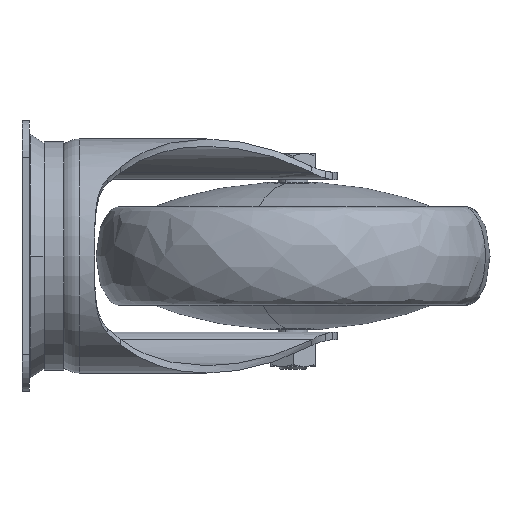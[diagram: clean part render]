
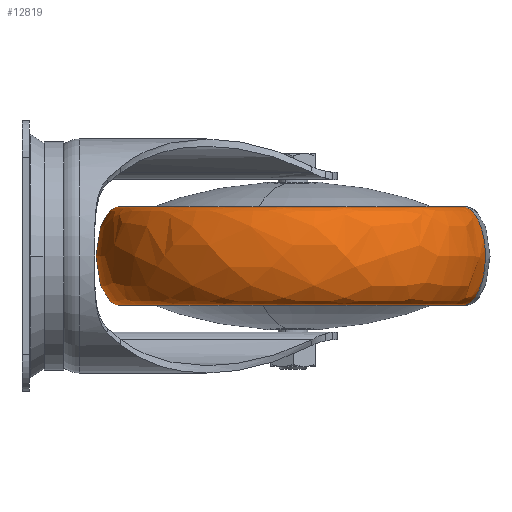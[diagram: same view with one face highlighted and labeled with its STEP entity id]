
A CAD part, left-side view. The second image highlights one B-rep face of the part: STEP entity #12819.
In plain terms, the highlighted free-form (B-spline) face has degree [3, 3] with [4, 4] control points.
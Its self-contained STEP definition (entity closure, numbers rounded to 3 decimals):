
#767 = DIRECTION ( 'NONE',  ( 0., 0., -1. ) ) ;
#812 = CARTESIAN_POINT ( 'NONE',  ( -67.194, -10.402, -20. ) ) ;
#926 = CARTESIAN_POINT ( 'NONE',  ( -139.228, -158.236, -20. ) ) ;
#1037 = CARTESIAN_POINT ( 'NONE',  ( 39.599, -178.797, 20. ) ) ;
#1307 = EDGE_CURVE ( 'NONE', #16985, #3068, #16857, .T. ) ;
#1630 = CARTESIAN_POINT ( 'NONE',  ( 74.551, -22.662, 20. ) ) ;
#2462 = CARTESIAN_POINT ( 'NONE',  ( 39.599, -178.797, -20. ) ) ;
#2627 = CARTESIAN_POINT ( 'NONE',  ( 70.401, -41.203, 20. ) ) ;
#3068 = VERTEX_POINT ( 'NONE', #20472 ) ;
#4196 = CIRCLE ( 'NONE', #22257, 70.5 ) ;
#4222 = CARTESIAN_POINT ( 'NONE',  ( 74.551, -22.662, 20. ) ) ;
#4624 = CARTESIAN_POINT ( 'NONE',  ( 55., -110., 20. ) ) ;
#5296 = CARTESIAN_POINT ( 'NONE',  ( 74.551, -22.662, -20. ) ) ;
#6120 = CARTESIAN_POINT ( 'NONE',  ( 70.401, -41.203, -20. ) ) ;
#6174 = VERTEX_POINT ( 'NONE', #2627 ) ;
#6468 = CARTESIAN_POINT ( 'NONE',  ( 74.551, -22.662, -20. ) ) ;
#7401 = ORIENTED_EDGE ( 'NONE', *, *, #16016, .T. ) ;
#7610 = ORIENTED_EDGE ( 'NONE', *, *, #16600, .F. ) ;
#7782 = CARTESIAN_POINT ( 'NONE',  ( 39.599, -178.797, 20. ) ) ;
#7919 = CARTESIAN_POINT ( 'NONE',  ( -100.126, 16.441, -20. ) ) ;
#7994 = DIRECTION ( 'NONE',  ( -0.976, 0.218, 0. ) ) ;
#8142 = CARTESIAN_POINT ( 'NONE',  ( -139.228, -158.236, 20. ) ) ;
#9081 = DIRECTION ( 'NONE',  ( 0., 0., -1. ) ) ;
#9286 = CARTESIAN_POINT ( 'NONE',  ( 70.401, -41.203, -20. ) ) ;
#9905 = CARTESIAN_POINT ( 'NONE',  ( -97.995, -147.996, -20. ) ) ;
#10282 =( BOUNDED_CURVE ( )  B_SPLINE_CURVE ( 3, ( #10508, #5296, #1630, #12031 ),
 .UNSPECIFIED., .F., .F. ) 
 B_SPLINE_CURVE_WITH_KNOTS ( ( 4, 4 ),
 ( 0., 1. ),
 .UNSPECIFIED. ) 
 CURVE ( )  GEOMETRIC_REPRESENTATION_ITEM ( )  RATIONAL_B_SPLINE_CURVE ( ( 1., 0.333, 0.333, 1. ) ) 
 REPRESENTATION_ITEM ( '' )  );
#10508 = CARTESIAN_POINT ( 'NONE',  ( 70.401, -41.203, -20. ) ) ;
#10750 = ORIENTED_EDGE ( 'NONE', *, *, #1307, .T. ) ;
#11412 = CARTESIAN_POINT ( 'NONE',  ( 39.599, -178.797, -20. ) ) ;
#11996 = EDGE_LOOP ( 'NONE', ( #7610, #10750, #7401, #20526 ) ) ;
#12031 = CARTESIAN_POINT ( 'NONE',  ( 70.401, -41.203, 20. ) ) ;
#12544 = VERTEX_POINT ( 'NONE', #9286 ) ;
#12819 = ADVANCED_FACE ( 'NONE', ( #15173 ), #20035, .T. ) ;
#13133 = CARTESIAN_POINT ( 'NONE',  ( 55., -110., -20. ) ) ;
#13405 = CARTESIAN_POINT ( 'NONE',  ( 35.449, -197.338, -20. ) ) ;
#13522 = CARTESIAN_POINT ( 'NONE',  ( 35.449, -197.338, 20. ) ) ;
#13573 = DIRECTION ( 'NONE',  ( -0.976, 0.218, 0. ) ) ;
#14599 = CARTESIAN_POINT ( 'NONE',  ( 39.599, -178.797, -20. ) ) ;
#15062 = CARTESIAN_POINT ( 'NONE',  ( -100.126, 16.441, 20. ) ) ;
#15070 = EDGE_CURVE ( 'NONE', #12544, #6174, #10282, .T. ) ;
#15173 = FACE_OUTER_BOUND ( 'NONE', #11996, .T. ) ;
#16016 = EDGE_CURVE ( 'NONE', #3068, #6174, #16979, .T. ) ;
#16600 = EDGE_CURVE ( 'NONE', #16985, #12544, #4196, .T. ) ;
#16857 =( BOUNDED_CURVE ( )  B_SPLINE_CURVE ( 3, ( #11412, #22219, #22336, #7782 ),
 .UNSPECIFIED., .F., .F. ) 
 B_SPLINE_CURVE_WITH_KNOTS ( ( 4, 4 ),
 ( 0., 1. ),
 .UNSPECIFIED. ) 
 CURVE ( )  GEOMETRIC_REPRESENTATION_ITEM ( )  RATIONAL_B_SPLINE_CURVE ( ( 1., 0.333, 0.333, 1. ) ) 
 REPRESENTATION_ITEM ( '' )  );
#16979 = CIRCLE ( 'NONE', #21105, 70.5 ) ;
#16985 = VERTEX_POINT ( 'NONE', #14599 ) ;
#18835 = CARTESIAN_POINT ( 'NONE',  ( 70.401, -41.203, 20. ) ) ;
#18951 = CARTESIAN_POINT ( 'NONE',  ( -97.995, -147.996, 20. ) ) ;
#20035 =( BOUNDED_SURFACE ( )  B_SPLINE_SURFACE ( 3, 3, ( 
 ( #2462, #9905, #812, #6120 ),
 ( #13405, #926, #7919, #6468 ),
 ( #13522, #8142, #15062, #4222 ),
 ( #1037, #18951, #22242, #18835 ) ),
 .UNSPECIFIED., .F., .F., .F. ) 
 B_SPLINE_SURFACE_WITH_KNOTS ( ( 4, 4 ),
 ( 4, 4 ),
 ( 0., 1. ),
 ( 0., 1. ),
 .UNSPECIFIED. ) 
 GEOMETRIC_REPRESENTATION_ITEM ( )  RATIONAL_B_SPLINE_SURFACE ( (
 ( 1., 0.333, 0.333, 1.),
 ( 0.333, 0.111, 0.111, 0.333),
 ( 0.333, 0.111, 0.111, 0.333),
 ( 1., 0.333, 0.333, 1.) ) ) 
 REPRESENTATION_ITEM ( '' )  SURFACE ( )  );
#20472 = CARTESIAN_POINT ( 'NONE',  ( 39.599, -178.797, 20. ) ) ;
#20526 = ORIENTED_EDGE ( 'NONE', *, *, #15070, .F. ) ;
#21105 = AXIS2_PLACEMENT_3D ( 'NONE', #4624, #9081, #13573 ) ;
#22219 = CARTESIAN_POINT ( 'NONE',  ( 35.449, -197.338, -20. ) ) ;
#22242 = CARTESIAN_POINT ( 'NONE',  ( -67.194, -10.402, 20. ) ) ;
#22257 = AXIS2_PLACEMENT_3D ( 'NONE', #13133, #767, #7994 ) ;
#22336 = CARTESIAN_POINT ( 'NONE',  ( 35.449, -197.338, 20. ) ) ;
